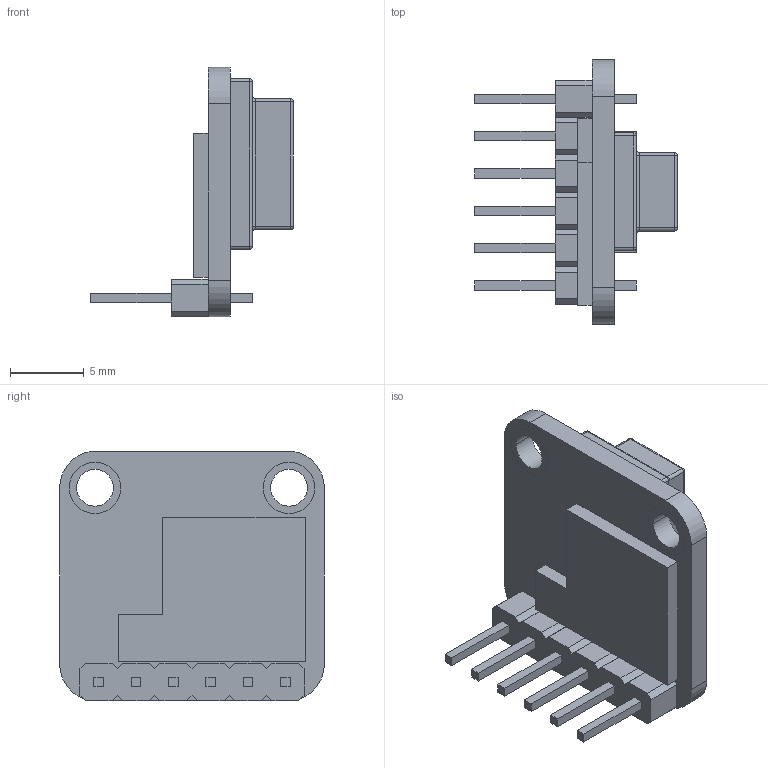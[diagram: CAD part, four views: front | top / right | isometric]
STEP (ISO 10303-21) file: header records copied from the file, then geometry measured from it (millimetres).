
FILE_DESCRIPTION(('CATIA V5 STEP Exchange'),'2;1');
FILE_NAME('AMG8833 IR Camera 8x8.stp','2020-03-18T18:29:15+00:00',('none'),('none'),'CATIA Version 5 Release 21 GA (IN-10)','CATIA V5 STEP AP203','none');
FILE_SCHEMA(('CONFIG_CONTROL_DESIGN'));
Length unit declared in the file: millimetre
Products named in the file (1): AMG8833
Bounding box: 13.8 x 18 x 17 mm (x, y, z)
Volume: 918.4 mm3; surface area: 1594.8 mm2
Topology: 4 solids, 4 shells, 242 faces, 576 edges, 364 vertices
Faces by surface type: plane 146, cylinder 84, sphere 8, torus 4
Entity records: 6399 total; most frequent: CARTESIAN_POINT 1206, ORIENTED_EDGE 1136, DIRECTION 842, EDGE_CURVE 568, VECTOR 408, LINE 408, VERTEX_POINT 364, AXIS2_PLACEMENT_3D 290
